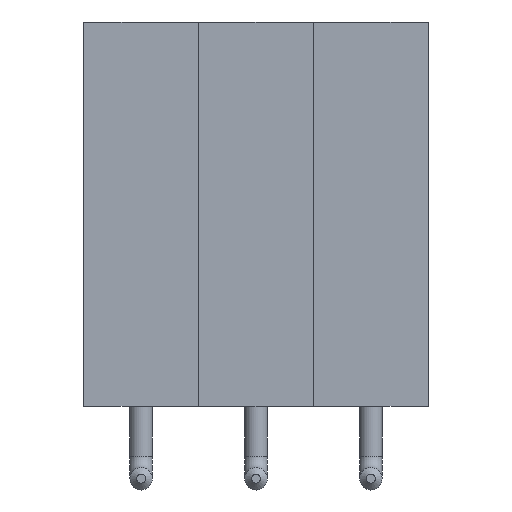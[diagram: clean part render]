
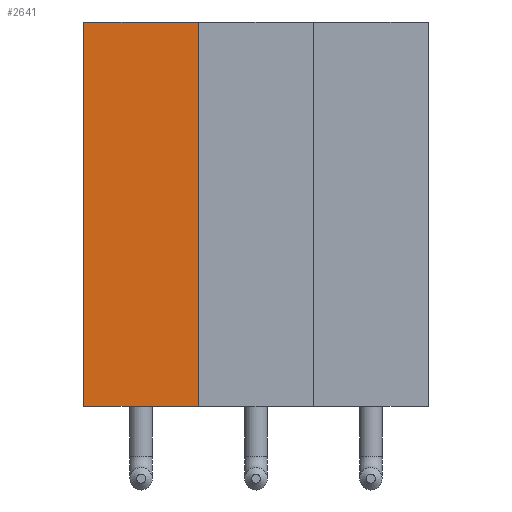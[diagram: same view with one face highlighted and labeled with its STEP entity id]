
A CAD part, front view. The second image highlights one B-rep face of the part: STEP entity #2641.
In plain terms, the highlighted planar face has unit normal (0, -1, 0).
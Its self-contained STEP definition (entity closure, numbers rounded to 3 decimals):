
#167=PLANE('',#2869);
#325=FACE_OUTER_BOUND('',#495,.T.);
#495=EDGE_LOOP('',(#2019,#2020,#2021,#2022));
#655=LINE('',#4256,#868);
#661=LINE('',#4269,#874);
#672=LINE('',#4396,#885);
#683=LINE('',#4422,#896);
#868=VECTOR('',#3237,10.);
#874=VECTOR('',#3249,10.);
#885=VECTOR('',#3306,10.);
#896=VECTOR('',#3339,10.);
#1191=VERTEX_POINT('',#4253);
#1192=VERTEX_POINT('',#4255);
#1196=VERTEX_POINT('',#4267);
#1209=VERTEX_POINT('',#4395);
#1457=EDGE_CURVE('',#1191,#1192,#655,.T.);
#1464=EDGE_CURVE('',#1196,#1191,#661,.T.);
#1489=EDGE_CURVE('',#1192,#1209,#672,.T.);
#1502=EDGE_CURVE('',#1196,#1209,#683,.T.);
#2019=ORIENTED_EDGE('',*,*,#1464,.F.);
#2020=ORIENTED_EDGE('',*,*,#1502,.T.);
#2021=ORIENTED_EDGE('',*,*,#1489,.F.);
#2022=ORIENTED_EDGE('',*,*,#1457,.F.);
#2641=ADVANCED_FACE('',(#325),#167,.T.);
#2869=AXIS2_PLACEMENT_3D('',#4423,#3340,#3341);
#3237=DIRECTION('',(0.,0.,1.));
#3249=DIRECTION('',(-1.,0.,0.));
#3306=DIRECTION('',(1.,0.,0.));
#3339=DIRECTION('',(0.,0.,1.));
#3340=DIRECTION('center_axis',(0.,-1.,0.));
#3341=DIRECTION('ref_axis',(1.,0.,0.));
#4253=CARTESIAN_POINT('',(0.,-2.4,0.));
#4255=CARTESIAN_POINT('',(0.,-2.4,8.5));
#4256=CARTESIAN_POINT('',(0.,-2.4,0.));
#4267=CARTESIAN_POINT('',(2.54,-2.4,0.));
#4269=CARTESIAN_POINT('',(2.54,-2.4,0.));
#4395=CARTESIAN_POINT('',(2.54,-2.4,8.5));
#4396=CARTESIAN_POINT('',(2.54,-2.4,8.5));
#4422=CARTESIAN_POINT('',(2.54,-2.4,0.));
#4423=CARTESIAN_POINT('Origin',(0.,-2.4,0.));
